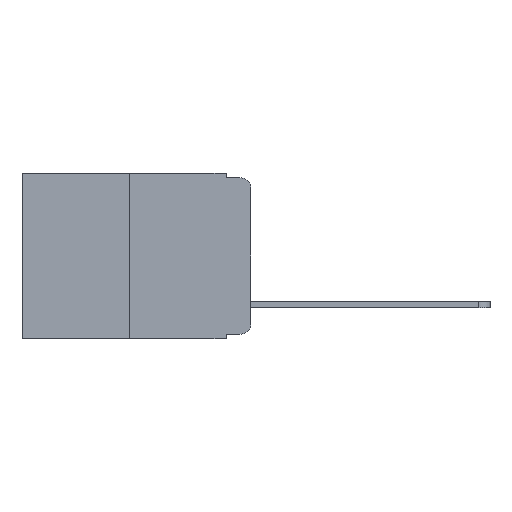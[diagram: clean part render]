
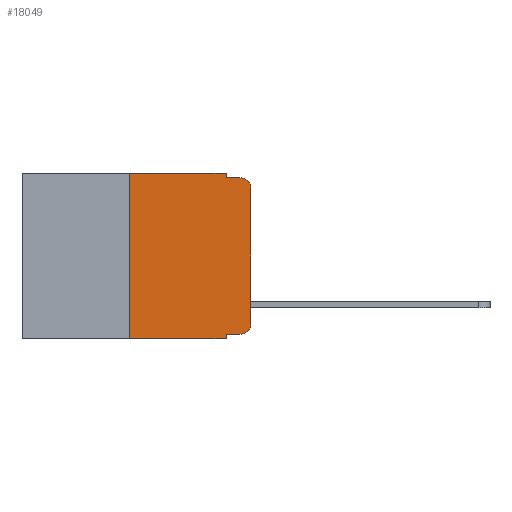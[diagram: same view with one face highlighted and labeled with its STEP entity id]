
A CAD part, left-side view. The second image highlights one B-rep face of the part: STEP entity #18049.
In plain terms, the highlighted planar face has unit normal (-1, 0, 0).
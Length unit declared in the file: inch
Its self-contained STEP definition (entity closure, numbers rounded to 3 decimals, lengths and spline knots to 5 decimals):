
#8 = VECTOR ( 'NONE', #11563, 39.37008 ) ;
#145 = VERTEX_POINT ( 'NONE', #6881 ) ;
#183 = LINE ( 'NONE', #8739, #13467 ) ;
#200 = CARTESIAN_POINT ( 'NONE',  ( 0., 0., 0. ) ) ;
#980 = CARTESIAN_POINT ( 'NONE',  ( 0., 0.02, -0.313 ) ) ;
#1036 = DIRECTION ( 'NONE',  ( 0., 0., -1. ) ) ;
#1344 = DIRECTION ( 'NONE',  ( 0., 0., 1. ) ) ;
#1356 = CARTESIAN_POINT ( 'NONE',  ( 0., 0.25, -0.343 ) ) ;
#1523 = EDGE_CURVE ( 'NONE', #6463, #10772, #183, .T. ) ;
#2335 = EDGE_CURVE ( 'NONE', #15062, #8227, #16555, .T. ) ;
#2470 = CARTESIAN_POINT ( 'NONE',  ( 0., 0.473, 0. ) ) ;
#2724 = ORIENTED_EDGE ( 'NONE', *, *, #10220, .F. ) ;
#2923 = VECTOR ( 'NONE', #6919, 39.37008 ) ;
#3018 = CARTESIAN_POINT ( 'NONE',  ( 0., 0.051, -0.01 ) ) ;
#3132 = LINE ( 'NONE', #6237, #14900 ) ;
#3268 = FACE_OUTER_BOUND ( 'NONE', #14412, .T. ) ;
#3450 = ORIENTED_EDGE ( 'NONE', *, *, #8816, .T. ) ;
#3686 = VERTEX_POINT ( 'NONE', #13698 ) ;
#4075 = DIRECTION ( 'NONE',  ( 1., 0., 0. ) ) ;
#4325 = VECTOR ( 'NONE', #6053, 39.37008 ) ;
#4418 = ORIENTED_EDGE ( 'NONE', *, *, #1523, .F. ) ;
#4894 = AXIS2_PLACEMENT_3D ( 'NONE', #13940, #12499, #11032 ) ;
#5090 = LINE ( 'NONE', #17239, #8 ) ;
#5132 = EDGE_CURVE ( 'NONE', #10772, #15257, #18321, .T. ) ;
#5220 = DIRECTION ( 'NONE',  ( 0., -1., 0. ) ) ;
#5827 = LINE ( 'NONE', #6990, #16262 ) ;
#6053 = DIRECTION ( 'NONE',  ( 0., -1., 0. ) ) ;
#6237 = CARTESIAN_POINT ( 'NONE',  ( 0., 0.051, 0. ) ) ;
#6463 = VERTEX_POINT ( 'NONE', #14501 ) ;
#6555 = EDGE_CURVE ( 'NONE', #145, #7292, #16542, .T. ) ;
#6850 = CARTESIAN_POINT ( 'NONE',  ( 0., 0.051, -0.333 ) ) ;
#6881 = CARTESIAN_POINT ( 'NONE',  ( 0., 0., -0.313 ) ) ;
#6919 = DIRECTION ( 'NONE',  ( 0., -1., 0. ) ) ;
#6990 = CARTESIAN_POINT ( 'NONE',  ( 0., 0.25, 0. ) ) ;
#7292 = VERTEX_POINT ( 'NONE', #13353 ) ;
#8160 = CARTESIAN_POINT ( 'NONE',  ( 0., 0.473, -0.343 ) ) ;
#8208 = ORIENTED_EDGE ( 'NONE', *, *, #15669, .F. ) ;
#8221 = CIRCLE ( 'NONE', #4894, 0.02 ) ;
#8227 = VERTEX_POINT ( 'NONE', #13968 ) ;
#8321 = ORIENTED_EDGE ( 'NONE', *, *, #5132, .F. ) ;
#8469 = ORIENTED_EDGE ( 'NONE', *, *, #8837, .T. ) ;
#8511 = CARTESIAN_POINT ( 'NONE',  ( 0., 0.051, -0.01 ) ) ;
#8739 = CARTESIAN_POINT ( 'NONE',  ( 0., 0.051, 0. ) ) ;
#8816 = EDGE_CURVE ( 'NONE', #3686, #145, #18063, .T. ) ;
#8837 = EDGE_CURVE ( 'NONE', #17131, #3686, #14710, .T. ) ;
#9220 = VECTOR ( 'NONE', #13485, 39.37008 ) ;
#9575 = DIRECTION ( 'NONE',  ( -1., 0., 0. ) ) ;
#9699 = ORIENTED_EDGE ( 'NONE', *, *, #14083, .F. ) ;
#9718 = DIRECTION ( 'NONE',  ( 0., 0., -1. ) ) ;
#9831 = AXIS2_PLACEMENT_3D ( 'NONE', #980, #9575, #1036 ) ;
#10189 = CARTESIAN_POINT ( 'NONE',  ( 0., 0.25, 0. ) ) ;
#10220 = EDGE_CURVE ( 'NONE', #14626, #6463, #5090, .T. ) ;
#10224 = ORIENTED_EDGE ( 'NONE', *, *, #6555, .T. ) ;
#10291 = CARTESIAN_POINT ( 'NONE',  ( 0., 0.051, -0.333 ) ) ;
#10541 = ORIENTED_EDGE ( 'NONE', *, *, #13067, .T. ) ;
#10772 = VERTEX_POINT ( 'NONE', #8511 ) ;
#11032 = DIRECTION ( 'NONE',  ( 0., 0., -1. ) ) ;
#11249 = VECTOR ( 'NONE', #5220, 39.37008 ) ;
#11563 = DIRECTION ( 'NONE',  ( 0., -1., 0. ) ) ;
#12499 = DIRECTION ( 'NONE',  ( -1., 0., 0. ) ) ;
#12567 = PLANE ( 'NONE',  #13490 ) ;
#13067 = EDGE_CURVE ( 'NONE', #7292, #15257, #8221, .T. ) ;
#13353 = CARTESIAN_POINT ( 'NONE',  ( 0., 0., -0.03 ) ) ;
#13467 = VECTOR ( 'NONE', #17267, 39.37008 ) ;
#13481 = DIRECTION ( 'NONE',  ( 0., 0., -1. ) ) ;
#13485 = DIRECTION ( 'NONE',  ( 0., 0., 1. ) ) ;
#13490 = AXIS2_PLACEMENT_3D ( 'NONE', #2470, #4075, #9718 ) ;
#13698 = CARTESIAN_POINT ( 'NONE',  ( 0., 0.02, -0.333 ) ) ;
#13940 = CARTESIAN_POINT ( 'NONE',  ( 0., 0.02, -0.03 ) ) ;
#13968 = CARTESIAN_POINT ( 'NONE',  ( 0., 0.051, -0.343 ) ) ;
#14083 = EDGE_CURVE ( 'NONE', #17131, #8227, #3132, .T. ) ;
#14412 = EDGE_LOOP ( 'NONE', ( #10224, #10541, #8321, #4418, #2724, #8208, #14903, #9699, #8469, #3450 ) ) ;
#14496 = CARTESIAN_POINT ( 'NONE',  ( 0., 0.02, -0.01 ) ) ;
#14501 = CARTESIAN_POINT ( 'NONE',  ( 0., 0.051, 0. ) ) ;
#14626 = VERTEX_POINT ( 'NONE', #10189 ) ;
#14710 = LINE ( 'NONE', #6850, #2923 ) ;
#14900 = VECTOR ( 'NONE', #13481, 39.37008 ) ;
#14903 = ORIENTED_EDGE ( 'NONE', *, *, #2335, .T. ) ;
#15062 = VERTEX_POINT ( 'NONE', #1356 ) ;
#15257 = VERTEX_POINT ( 'NONE', #14496 ) ;
#15669 = EDGE_CURVE ( 'NONE', #15062, #14626, #5827, .T. ) ;
#16262 = VECTOR ( 'NONE', #1344, 39.37008 ) ;
#16542 = LINE ( 'NONE', #200, #9220 ) ;
#16555 = LINE ( 'NONE', #8160, #11249 ) ;
#17131 = VERTEX_POINT ( 'NONE', #10291 ) ;
#17239 = CARTESIAN_POINT ( 'NONE',  ( 0., 0.473, 0. ) ) ;
#17267 = DIRECTION ( 'NONE',  ( 0., 0., -1. ) ) ;
#18049 = ADVANCED_FACE ( 'NONE', ( #3268 ), #12567, .F. ) ;
#18063 = CIRCLE ( 'NONE', #9831, 0.02 ) ;
#18321 = LINE ( 'NONE', #3018, #4325 ) ;
